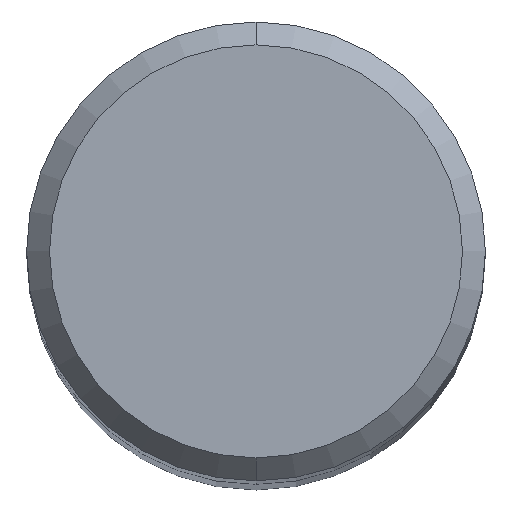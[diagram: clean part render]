
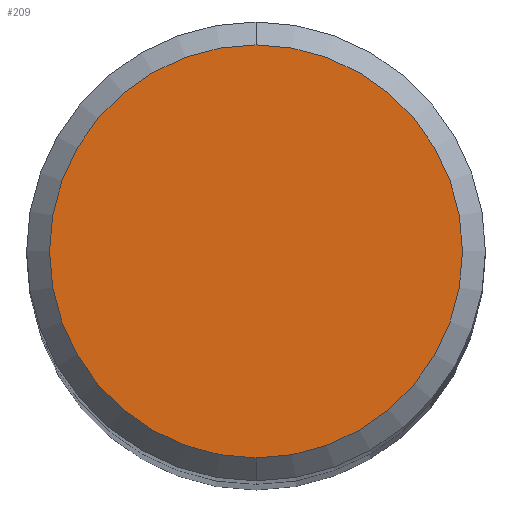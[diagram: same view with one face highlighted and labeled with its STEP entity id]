
A CAD part, top view. The second image highlights one B-rep face of the part: STEP entity #209.
In plain terms, the highlighted planar face has unit normal (0, 0, 1).
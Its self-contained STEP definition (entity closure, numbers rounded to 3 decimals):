
#121=VERTEX_POINT('',#276);
#157=EDGE_CURVE('',#207,#121,#315,.T.);
#189=EDGE_CURVE('',#121,#207,#352,.T.);
#207=VERTEX_POINT('',#371);
#209=ADVANCED_FACE('',(#373),#374,.T.);
#276=CARTESIAN_POINT('',(0.,-4.5,0.0));
#315=CIRCLE('',#498,4.5);
#352=CIRCLE('',#541,4.5);
#371=CARTESIAN_POINT('',(0.0,4.5,0.0));
#373=FACE_OUTER_BOUND('',#567,.T.);
#374=PLANE('',#568);
#498=AXIS2_PLACEMENT_3D('',#679,#680,#681);
#541=AXIS2_PLACEMENT_3D('',#723,#724,#725);
#567=EDGE_LOOP('',(#745,#746));
#568=AXIS2_PLACEMENT_3D('',#747,#748,#749);
#679=CARTESIAN_POINT('',(0.0,0.0,0.0));
#680=DIRECTION('',(0.0,0.0,-1.0));
#681=DIRECTION('',(0.0,1.0,0.0));
#723=CARTESIAN_POINT('',(0.0,0.0,0.0));
#724=DIRECTION('',(0.0,0.0,-1.0));
#725=DIRECTION('',(0.0,1.0,0.0));
#745=ORIENTED_EDGE('',*,*,#157,.F.);
#746=ORIENTED_EDGE('',*,*,#189,.F.);
#747=CARTESIAN_POINT('',(0.0,2.25,0.0));
#748=DIRECTION('',(-0.0,0.0,1.0));
#749=DIRECTION('',(0.0,-1.0,0.0));
